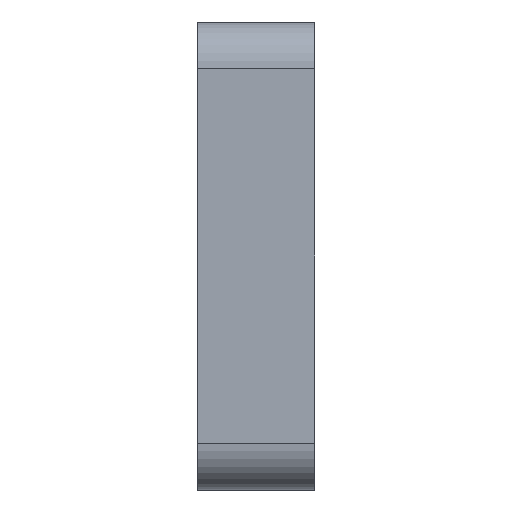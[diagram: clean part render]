
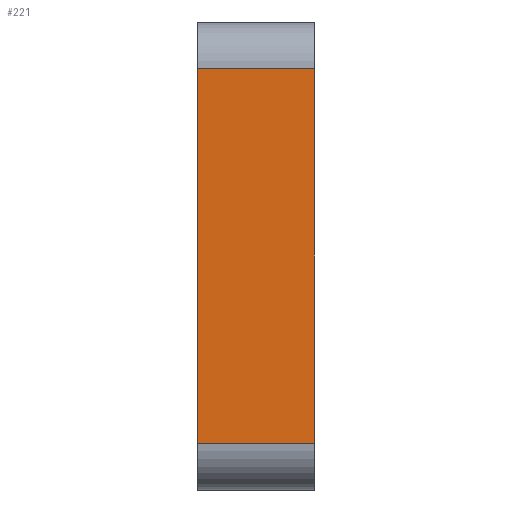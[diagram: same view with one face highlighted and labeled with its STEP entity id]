
A CAD part, left-side view. The second image highlights one B-rep face of the part: STEP entity #221.
In plain terms, the highlighted planar face has unit normal (-1, 0, 0).
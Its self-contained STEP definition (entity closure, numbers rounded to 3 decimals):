
#20=PLANE('',#262);
#29=FACE_OUTER_BOUND('',#41,.T.);
#41=EDGE_LOOP('',(#167,#168,#169,#170));
#59=LINE('',#371,#77);
#60=LINE('',#374,#78);
#61=LINE('',#376,#79);
#62=LINE('',#377,#80);
#77=VECTOR('',#304,10.);
#78=VECTOR('',#307,10.);
#79=VECTOR('',#308,10.);
#80=VECTOR('',#309,10.);
#109=VERTEX_POINT('',#367);
#110=VERTEX_POINT('',#369);
#111=VERTEX_POINT('',#373);
#112=VERTEX_POINT('',#375);
#133=EDGE_CURVE('',#109,#110,#59,.T.);
#134=EDGE_CURVE('',#111,#109,#60,.T.);
#135=EDGE_CURVE('',#112,#110,#61,.T.);
#136=EDGE_CURVE('',#111,#112,#62,.T.);
#167=ORIENTED_EDGE('',*,*,#134,.T.);
#168=ORIENTED_EDGE('',*,*,#133,.T.);
#169=ORIENTED_EDGE('',*,*,#135,.F.);
#170=ORIENTED_EDGE('',*,*,#136,.F.);
#221=ADVANCED_FACE('',(#29),#20,.T.);
#262=AXIS2_PLACEMENT_3D('',#372,#305,#306);
#304=DIRECTION('',(0.,1.,0.));
#305=DIRECTION('center_axis',(-1.,0.,0.));
#306=DIRECTION('ref_axis',(0.,0.,1.));
#307=DIRECTION('',(0.,0.,1.));
#308=DIRECTION('',(0.,0.,1.));
#309=DIRECTION('',(0.,1.,0.));
#367=CARTESIAN_POINT('',(0.,0.,-2.));
#369=CARTESIAN_POINT('',(0.,5.,-2.));
#371=CARTESIAN_POINT('',(0.,0.,-2.));
#372=CARTESIAN_POINT('Origin',(0.,0.,-18.));
#373=CARTESIAN_POINT('',(0.,0.,-18.));
#374=CARTESIAN_POINT('',(0.,0.,-18.));
#375=CARTESIAN_POINT('',(0.,5.,-18.));
#376=CARTESIAN_POINT('',(0.,5.,-18.));
#377=CARTESIAN_POINT('',(0.,0.,-18.));
